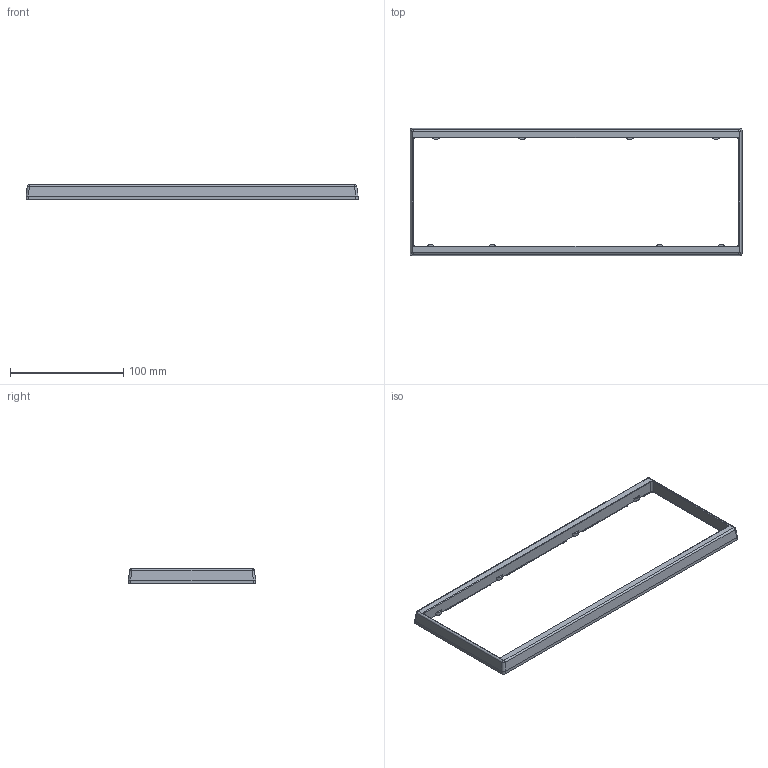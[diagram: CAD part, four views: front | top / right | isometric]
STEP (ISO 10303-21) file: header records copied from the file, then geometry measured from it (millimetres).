
FILE_DESCRIPTION(/* description */ (''),/* implementation_level */ '2;1');
FILE_NAME(/* name */ 'Shy60Top_Case_WK v3.step',/* time_stamp */ '2024-03-05T14:02:28+01:00',/* author */ (''),/* organization */ (''),/* preprocessor_version */ 'ST-DEVELOPER v20',/* originating_system */ 'Autodesk Translation Framework v12.20.1.177',/* authorisation */ '');
FILE_SCHEMA (('AUTOMOTIVE_DESIGN { 1 0 10303 214 3 1 1 }'));
Length unit declared in the file: millimetre
Products named in the file (1): Shy60Top_Case
Bounding box: 293.7 x 112.5 x 12.8 mm (x, y, z)
Volume: 61403.2 mm3; surface area: 30014.1 mm2
Topology: 1 solids, 1 shells, 331 faces, 811 edges, 495 vertices
Faces by surface type: plane 127, cylinder 118, cone 82, bspline 4
Full cylindrical faces by diameter (mm): 2.075 x3, 2.076 x3, 3 x8, 4.2 x4
Entity records: 9768 total; most frequent: DIRECTION 1782, CARTESIAN_POINT 1728, ORIENTED_EDGE 1610, EDGE_CURVE 805, AXIS2_PLACEMENT_3D 649, VERTEX_POINT 495, LINE 484, VECTOR 484
